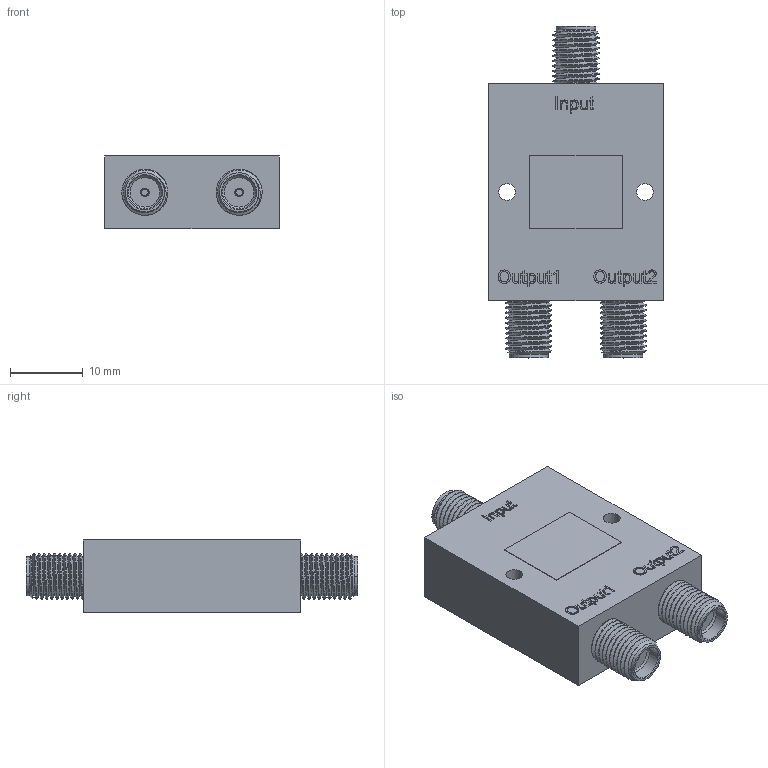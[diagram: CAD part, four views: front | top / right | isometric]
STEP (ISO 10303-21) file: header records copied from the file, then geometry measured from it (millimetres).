
FILE_DESCRIPTION (( 'STEP AP214' ), '1' );
FILE_NAME ('FMDV2105.step', '2021-09-30T16:24:27', ( '' ), ( '' ), 'SwSTEP 2.0', 'SolidWorks 2021', '' );
FILE_SCHEMA (( 'AUTOMOTIVE_DESIGN' ));
Length unit declared in the file: inch
Products named in the file (1): FMDV2105
Bounding box: 24 x 45.75 x 10.08 mm (x, y, z)
Volume: 7656 mm3; surface area: 3496.1 mm2
Topology: 1 solids, 1 shells, 407 faces, 1086 edges, 718 vertices
Faces by surface type: plane 183, bspline 115, cylinder 88, cone 21
Entity records: 22341 total; most frequent: CARTESIAN_POINT 13271, ORIENTED_EDGE 2172, DIRECTION 1378, EDGE_CURVE 1086, VERTEX_POINT 718, LINE 644, VECTOR 644, EDGE_LOOP 448
